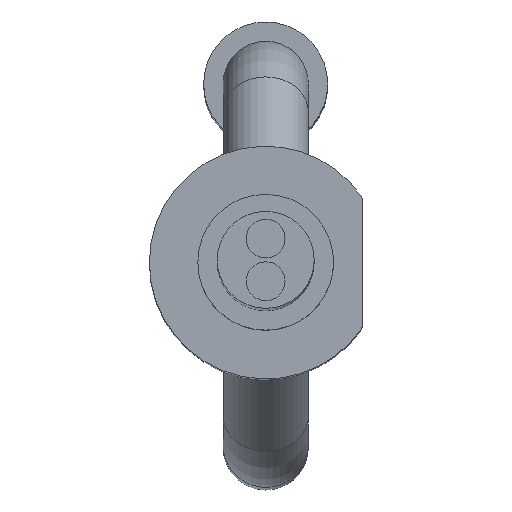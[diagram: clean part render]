
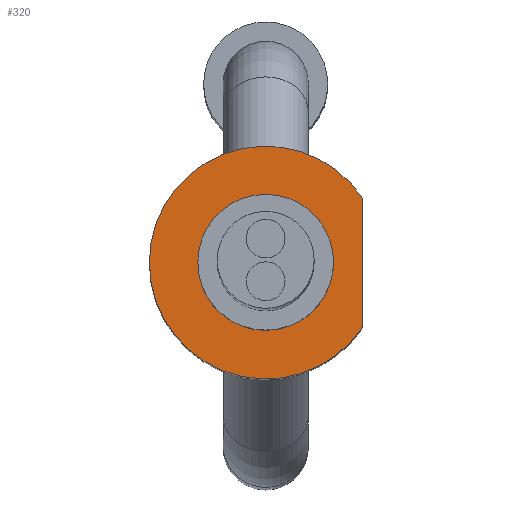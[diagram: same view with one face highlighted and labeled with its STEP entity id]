
A CAD part, top view. The second image highlights one B-rep face of the part: STEP entity #320.
In plain terms, the highlighted planar face has unit normal (0, 0, 1).
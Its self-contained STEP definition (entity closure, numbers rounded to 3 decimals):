
#19=PLANE($,#377);
#31=LINE($,#584,#35);
#35=VECTOR($,#485,3.317);
#69=FACE_BOUND($,#141,.T.);
#92=FACE_OUTER_BOUND($,#140,.T.);
#140=EDGE_LOOP($,(#280,#281));
#141=EDGE_LOOP($,(#282));
#172=CIRCLE($,#365,1.75);
#175=CIRCLE($,#369,3.);
#198=VERTEX_POINT($,#559);
#202=VERTEX_POINT($,#567);
#203=VERTEX_POINT($,#569);
#226=EDGE_CURVE($,#198,#198,#172,.T.);
#230=EDGE_CURVE($,#203,#202,#175,.T.);
#236=EDGE_CURVE($,#203,#202,#31,.T.);
#280=ORIENTED_EDGE($,*,*,#230,.T.);
#281=ORIENTED_EDGE($,*,*,#236,.F.);
#282=ORIENTED_EDGE($,*,*,#226,.F.);
#320=ADVANCED_FACE($,(#92,#69),#19,.F.);
#365=AXIS2_PLACEMENT_3D($,#560,#456,#457);
#369=AXIS2_PLACEMENT_3D($,#570,#465,#466);
#377=AXIS2_PLACEMENT_3D($,#583,#483,#484);
#456=DIRECTION('center_axis',(0.,0.,1.));
#457=DIRECTION('ref_axis',(0.,-1.,0.));
#465=DIRECTION('center_axis',(0.,0.,1.));
#466=DIRECTION('ref_axis',(0.,-1.,0.));
#483=DIRECTION('center_axis',(0.,0.,-1.));
#484=DIRECTION('ref_axis',(0.,1.,0.));
#485=DIRECTION($,(0.,-1.,0.));
#559=CARTESIAN_POINT('',(0.,-2.3,-40.));
#560=CARTESIAN_POINT('Origin',(0.,-0.55,-40.));
#567=CARTESIAN_POINT('',(2.5,-2.208,-40.));
#569=CARTESIAN_POINT('',(2.5,1.108,-40.));
#570=CARTESIAN_POINT('Origin',(0.,-0.55,-40.));
#583=CARTESIAN_POINT('Origin',(0.,1.2,-40.));
#584=CARTESIAN_POINT($,(2.5,1.108,-40.));
